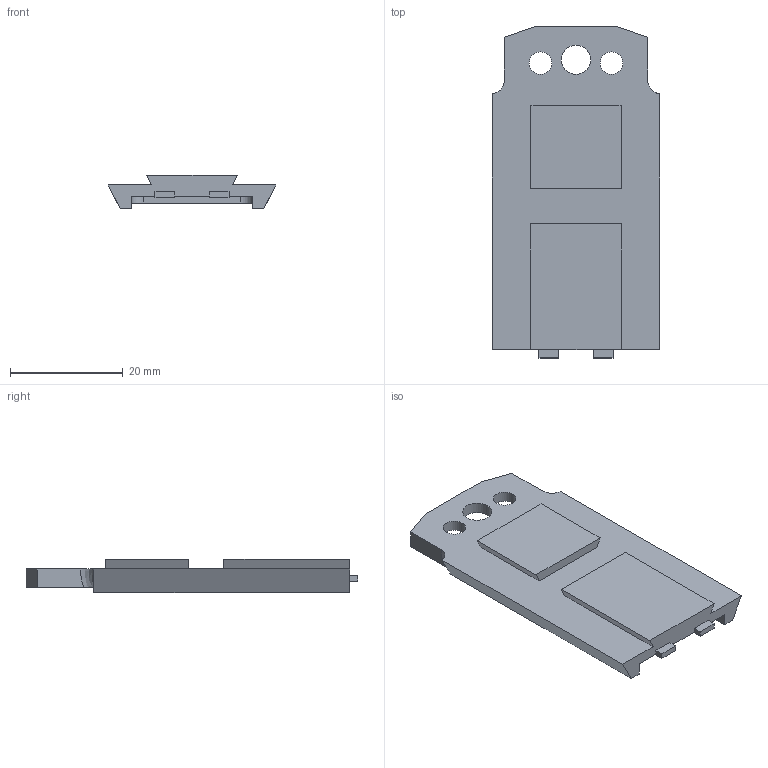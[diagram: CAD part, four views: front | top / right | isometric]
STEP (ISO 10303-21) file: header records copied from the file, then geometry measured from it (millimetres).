
FILE_DESCRIPTION(('HOOPS Exchange Step'),'2;1');
FILE_NAME('temp_export','2023-01-09T12:02:40+09:00',('mobile'),('Shapr3D Limited'),'HOOPS Exchange 2022.1','Shapr3D','Authorized');
FILE_SCHEMA( ('AUTOMOTIVE_DESIGN { 1 0 10303 214 1 1 1 1 }') );
Length unit declared in the file: millimetre
Products named in the file (1): root
Bounding box: 29.74 x 58.8 x 5.92 mm (x, y, z)
Volume: 4700.5 mm3; surface area: 4312.1 mm2
Topology: 1 solids, 1 shells, 46 faces, 129 edges, 86 vertices
Faces by surface type: plane 39, cylinder 5, bspline 2
Full cylindrical faces by diameter (mm): 3.99 x2, 5.17 x1
Entity records: 2097 total; most frequent: CARTESIAN_POINT 878, ORIENTED_EDGE 258, DIRECTION 223, EDGE_CURVE 129, VECTOR 113, LINE 113, VERTEX_POINT 86, AXIS2_PLACEMENT_3D 55
